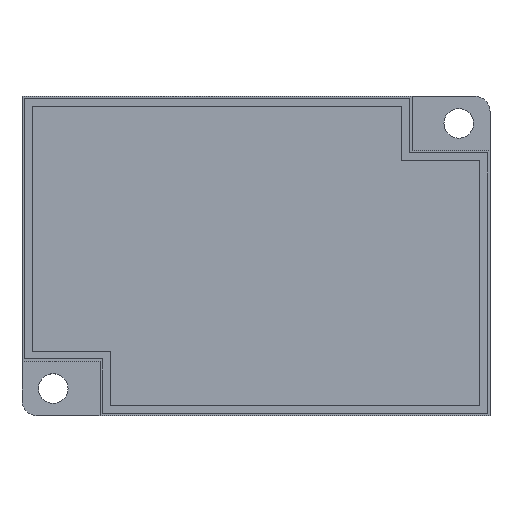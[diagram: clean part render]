
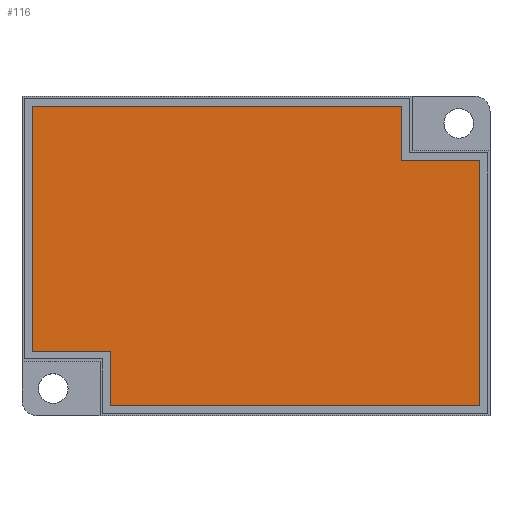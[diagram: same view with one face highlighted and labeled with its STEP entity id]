
A CAD part, top view. The second image highlights one B-rep face of the part: STEP entity #116.
In plain terms, the highlighted planar face has unit normal (0, 0, 1).
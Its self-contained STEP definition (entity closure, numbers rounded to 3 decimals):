
#116 = ADVANCED_FACE( '', ( #235 ), #236, .T. );
#235 = FACE_OUTER_BOUND( '', #352, .T. );
#236 = PLANE( '', #353 );
#352 = EDGE_LOOP( '', ( #633, #634, #635, #636, #637, #638, #639, #640 ) );
#353 = AXIS2_PLACEMENT_3D( '', #641, #642, #643 );
#633 = ORIENTED_EDGE( '', *, *, #798, .T. );
#634 = ORIENTED_EDGE( '', *, *, #726, .T. );
#635 = ORIENTED_EDGE( '', *, *, #786, .T. );
#636 = ORIENTED_EDGE( '', *, *, #794, .T. );
#637 = ORIENTED_EDGE( '', *, *, #791, .T. );
#638 = ORIENTED_EDGE( '', *, *, #768, .T. );
#639 = ORIENTED_EDGE( '', *, *, #748, .T. );
#640 = ORIENTED_EDGE( '', *, *, #739, .T. );
#641 = CARTESIAN_POINT( '', ( 0., 0., 7.9 ) );
#642 = DIRECTION( '', ( 0., 0., 1. ) );
#643 = DIRECTION( '', ( 1., 0., 0. ) );
#726 = EDGE_CURVE( '', #881, #879, #882, .T. );
#739 = EDGE_CURVE( '', #900, #898, #901, .T. );
#748 = EDGE_CURVE( '', #914, #900, #915, .T. );
#768 = EDGE_CURVE( '', #943, #914, #944, .T. );
#786 = EDGE_CURVE( '', #879, #965, #967, .T. );
#791 = EDGE_CURVE( '', #972, #943, #973, .T. );
#794 = EDGE_CURVE( '', #965, #972, #976, .T. );
#798 = EDGE_CURVE( '', #898, #881, #980, .T. );
#879 = VERTEX_POINT( '', #1098 );
#881 = VERTEX_POINT( '', #1101 );
#882 = LINE( '', #1102, #1103 );
#898 = VERTEX_POINT( '', #1124 );
#900 = VERTEX_POINT( '', #1127 );
#901 = LINE( '', #1128, #1129 );
#914 = VERTEX_POINT( '', #1148 );
#915 = LINE( '', #1149, #1150 );
#943 = VERTEX_POINT( '', #1189 );
#944 = LINE( '', #1190, #1191 );
#965 = VERTEX_POINT( '', #1221 );
#967 = LINE( '', #1224, #1225 );
#972 = VERTEX_POINT( '', #1230 );
#973 = LINE( '', #1231, #1232 );
#976 = LINE( '', #1236, #1237 );
#980 = LINE( '', #1241, #1242 );
#1098 = CARTESIAN_POINT( '', ( -18.7, -12.2, 7.9 ) );
#1101 = CARTESIAN_POINT( '', ( -28.7, -12.2, 7.9 ) );
#1102 = CARTESIAN_POINT( '', ( -28.7, -12.2, 7.9 ) );
#1103 = VECTOR( '', #1286, 1000. );
#1124 = CARTESIAN_POINT( '', ( -28.7, 19.2, 7.9 ) );
#1127 = CARTESIAN_POINT( '', ( 18.7, 19.2, 7.9 ) );
#1128 = CARTESIAN_POINT( '', ( 18.7, 19.2, 7.9 ) );
#1129 = VECTOR( '', #1299, 1000. );
#1148 = CARTESIAN_POINT( '', ( 18.7, 12.2, 7.9 ) );
#1149 = CARTESIAN_POINT( '', ( 18.7, 12.2, 7.9 ) );
#1150 = VECTOR( '', #1306, 1000. );
#1189 = CARTESIAN_POINT( '', ( 28.7, 12.2, 7.9 ) );
#1190 = CARTESIAN_POINT( '', ( 28.7, 12.2, 7.9 ) );
#1191 = VECTOR( '', #1324, 1000. );
#1221 = CARTESIAN_POINT( '', ( -18.7, -19.2, 7.9 ) );
#1224 = CARTESIAN_POINT( '', ( -18.7, -12.2, 7.9 ) );
#1225 = VECTOR( '', #1335, 1000. );
#1230 = CARTESIAN_POINT( '', ( 28.7, -19.2, 7.9 ) );
#1231 = CARTESIAN_POINT( '', ( 28.7, -19.2, 7.9 ) );
#1232 = VECTOR( '', #1342, 1000. );
#1236 = CARTESIAN_POINT( '', ( -18.7, -19.2, 7.9 ) );
#1237 = VECTOR( '', #1344, 1000. );
#1241 = CARTESIAN_POINT( '', ( -28.7, 19.2, 7.9 ) );
#1242 = VECTOR( '', #1348, 1000. );
#1286 = DIRECTION( '', ( 1., 0., 0. ) );
#1299 = DIRECTION( '', ( -1., 0., 0. ) );
#1306 = DIRECTION( '', ( 0., 1., 0. ) );
#1324 = DIRECTION( '', ( -1., 0., 0. ) );
#1335 = DIRECTION( '', ( 0., -1., 0. ) );
#1342 = DIRECTION( '', ( 0., 1., 0. ) );
#1344 = DIRECTION( '', ( 1., 0., 0. ) );
#1348 = DIRECTION( '', ( 0., -1., 0. ) );
